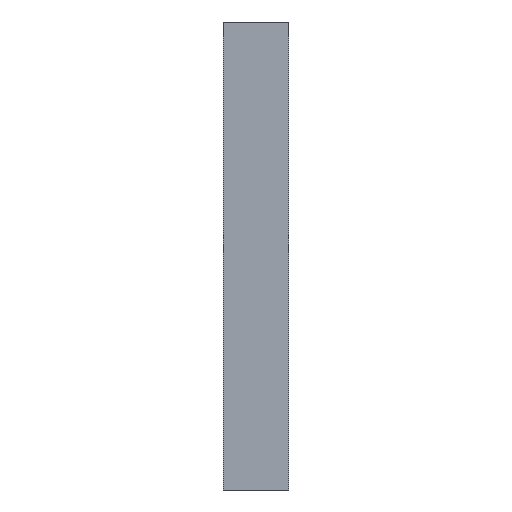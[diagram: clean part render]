
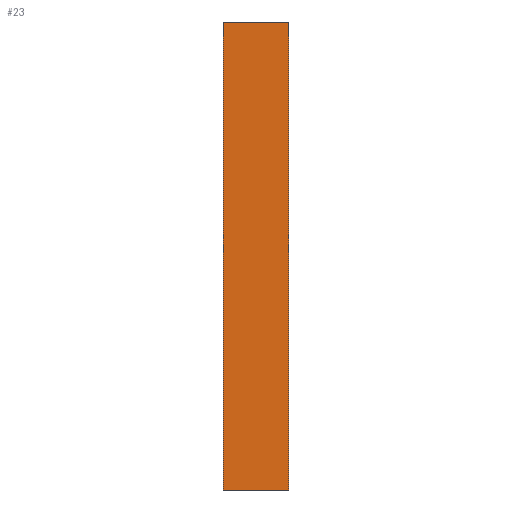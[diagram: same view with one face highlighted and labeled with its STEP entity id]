
A CAD part, left-side view. The second image highlights one B-rep face of the part: STEP entity #23.
In plain terms, the highlighted planar face has unit normal (-1, 0, 0).
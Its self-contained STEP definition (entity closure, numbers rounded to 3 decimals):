
#23=ADVANCED_FACE('',(#89),#1056,.T.);
#89=FACE_OUTER_BOUND('',#155,.T.);
#155=EDGE_LOOP('',(#232,#233,#234,#235));
#232=ORIENTED_EDGE('',*,*,#584,.T.);
#233=ORIENTED_EDGE('',*,*,#585,.T.);
#234=ORIENTED_EDGE('',*,*,#586,.F.);
#235=ORIENTED_EDGE('',*,*,#581,.F.);
#581=EDGE_CURVE('',#933,#934,#765,.T.);
#584=EDGE_CURVE('',#933,#936,#768,.T.);
#585=EDGE_CURVE('',#936,#937,#769,.T.);
#586=EDGE_CURVE('',#934,#937,#770,.T.);
#765=(
BOUNDED_CURVE()
B_SPLINE_CURVE(1,(#1607,#1608),.UNSPECIFIED.,.F.,.F.)
B_SPLINE_CURVE_WITH_KNOTS((2,2),(0.,12.),.UNSPECIFIED.)
CURVE()
GEOMETRIC_REPRESENTATION_ITEM()
RATIONAL_B_SPLINE_CURVE((1.,1.))
REPRESENTATION_ITEM('')
);
#768=(
BOUNDED_CURVE()
B_SPLINE_CURVE(2,(#1614,#1615,#1616),.UNSPECIFIED.,.F.,.F.)
B_SPLINE_CURVE_WITH_KNOTS((3,3),(-2217.505,-2127.602),
 .UNSPECIFIED.)
CURVE()
GEOMETRIC_REPRESENTATION_ITEM()
RATIONAL_B_SPLINE_CURVE((1.,1.,1.))
REPRESENTATION_ITEM('')
);
#769=(
BOUNDED_CURVE()
B_SPLINE_CURVE(1,(#1617,#1618),.UNSPECIFIED.,.F.,.F.)
B_SPLINE_CURVE_WITH_KNOTS((2,2),(0.,12.),.UNSPECIFIED.)
CURVE()
GEOMETRIC_REPRESENTATION_ITEM()
RATIONAL_B_SPLINE_CURVE((1.,1.))
REPRESENTATION_ITEM('')
);
#770=(
BOUNDED_CURVE()
B_SPLINE_CURVE(2,(#1619,#1620,#1621),.UNSPECIFIED.,.F.,.F.)
B_SPLINE_CURVE_WITH_KNOTS((3,3),(-2217.505,-2127.602),
 .UNSPECIFIED.)
CURVE()
GEOMETRIC_REPRESENTATION_ITEM()
RATIONAL_B_SPLINE_CURVE((1.,1.,1.))
REPRESENTATION_ITEM('')
);
#933=VERTEX_POINT('',#1493);
#934=VERTEX_POINT('',#1494);
#936=VERTEX_POINT('',#1496);
#937=VERTEX_POINT('',#1497);
#1056=PLANE('',#1199);
#1199=AXIS2_PLACEMENT_3D('',#1313,#1256,$);
#1256=DIRECTION('',(-1.,0.,0.));
#1313=CARTESIAN_POINT('',(-60.,166.,98.061));
#1493=CARTESIAN_POINT('',(-60.,166.,98.061));
#1494=CARTESIAN_POINT('',(-60.,154.,98.061));
#1496=CARTESIAN_POINT('',(-60.,166.,12.));
#1497=CARTESIAN_POINT('',(-60.,154.,12.));
#1607=CARTESIAN_POINT('',(-60.,166.,98.061));
#1608=CARTESIAN_POINT('',(-60.,154.,98.061));
#1614=CARTESIAN_POINT('',(-60.,166.,98.061));
#1615=CARTESIAN_POINT('',(-60.,166.,55.031));
#1616=CARTESIAN_POINT('',(-60.,166.,12.));
#1617=CARTESIAN_POINT('',(-60.,166.,12.));
#1618=CARTESIAN_POINT('',(-60.,154.,12.));
#1619=CARTESIAN_POINT('',(-60.,154.,98.061));
#1620=CARTESIAN_POINT('',(-60.,154.,55.031));
#1621=CARTESIAN_POINT('',(-60.,154.,12.));
